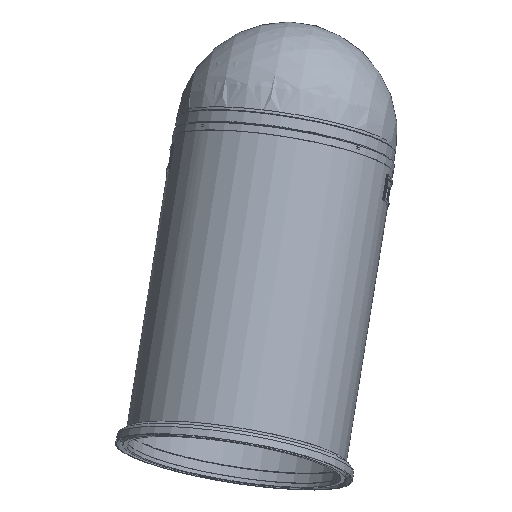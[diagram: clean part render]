
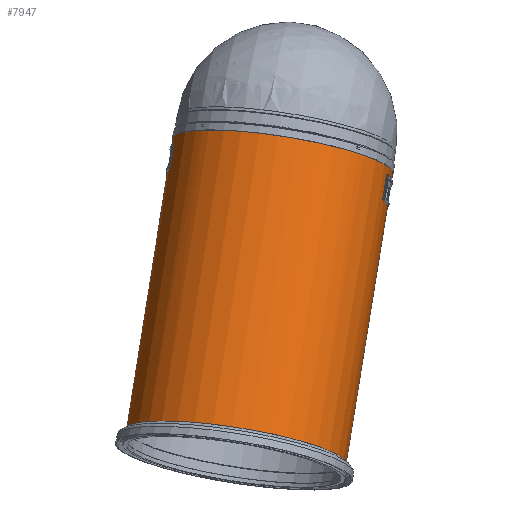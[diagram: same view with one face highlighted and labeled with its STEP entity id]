
A CAD part, front view. The second image highlights one B-rep face of the part: STEP entity #7947.
In plain terms, the highlighted cylindrical face has radius 184.5 mm (diameter 369 mm), a full revolution.
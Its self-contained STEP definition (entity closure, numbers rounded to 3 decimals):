
#523=FACE_BOUND('',#1721,.T.);
#524=FACE_BOUND('',#1722,.T.);
#525=FACE_BOUND('',#1723,.T.);
#526=FACE_BOUND('',#1724,.T.);
#527=FACE_BOUND('',#1725,.T.);
#528=FACE_BOUND('',#1726,.T.);
#562=CYLINDRICAL_SURFACE('',#8545,184.5);
#678=CIRCLE('',#8490,184.5);
#680=CIRCLE('',#8493,184.5);
#682=CIRCLE('',#8496,184.5);
#684=CIRCLE('',#8501,184.5);
#686=CIRCLE('',#8506,184.5);
#688=CIRCLE('',#8509,184.5);
#690=CIRCLE('',#8512,184.5);
#692=CIRCLE('',#8517,184.5);
#694=CIRCLE('',#8522,184.5);
#696=CIRCLE('',#8525,184.5);
#698=CIRCLE('',#8528,184.5);
#700=CIRCLE('',#8533,184.5);
#703=CIRCLE('',#8537,184.5);
#708=CIRCLE('',#8546,184.5);
#1246=FACE_OUTER_BOUND('',#1720,.T.);
#1720=EDGE_LOOP('',(#5328,#5329,#5330,#5331));
#1721=EDGE_LOOP('',(#5332,#5333,#5334,#5335));
#1722=EDGE_LOOP('',(#5336,#5337,#5338,#5339));
#1723=EDGE_LOOP('',(#5340,#5341,#5342,#5343));
#1724=EDGE_LOOP('',(#5344,#5345,#5346,#5347));
#1725=EDGE_LOOP('',(#5348,#5349,#5350,#5351));
#1726=EDGE_LOOP('',(#5352,#5353,#5354,#5355));
#2200=LINE('',#11745,#2644);
#2204=LINE('',#11754,#2648);
#2210=LINE('',#11776,#2654);
#2212=LINE('',#11781,#2656);
#2216=LINE('',#11793,#2660);
#2220=LINE('',#11802,#2664);
#2226=LINE('',#11824,#2670);
#2228=LINE('',#11829,#2672);
#2232=LINE('',#11841,#2676);
#2236=LINE('',#11850,#2680);
#2242=LINE('',#11872,#2686);
#2244=LINE('',#11877,#2688);
#2250=LINE('',#11906,#2694);
#2644=VECTOR('',#9428,10.);
#2648=VECTOR('',#9434,10.);
#2654=VECTOR('',#9460,10.);
#2656=VECTOR('',#9464,10.);
#2660=VECTOR('',#9476,10.);
#2664=VECTOR('',#9482,10.);
#2670=VECTOR('',#9508,10.);
#2672=VECTOR('',#9512,10.);
#2676=VECTOR('',#9524,10.);
#2680=VECTOR('',#9530,10.);
#2686=VECTOR('',#9556,10.);
#2688=VECTOR('',#9560,10.);
#2694=VECTOR('',#9596,184.5);
#3088=VERTEX_POINT('',#11742);
#3089=VERTEX_POINT('',#11744);
#3092=VERTEX_POINT('',#11751);
#3093=VERTEX_POINT('',#11753);
#3095=VERTEX_POINT('',#11759);
#3097=VERTEX_POINT('',#11765);
#3099=VERTEX_POINT('',#11771);
#3101=VERTEX_POINT('',#11780);
#3104=VERTEX_POINT('',#11790);
#3105=VERTEX_POINT('',#11792);
#3108=VERTEX_POINT('',#11799);
#3109=VERTEX_POINT('',#11801);
#3111=VERTEX_POINT('',#11807);
#3113=VERTEX_POINT('',#11813);
#3115=VERTEX_POINT('',#11819);
#3117=VERTEX_POINT('',#11828);
#3120=VERTEX_POINT('',#11838);
#3121=VERTEX_POINT('',#11840);
#3124=VERTEX_POINT('',#11847);
#3125=VERTEX_POINT('',#11849);
#3127=VERTEX_POINT('',#11855);
#3129=VERTEX_POINT('',#11861);
#3131=VERTEX_POINT('',#11867);
#3133=VERTEX_POINT('',#11876);
#3136=VERTEX_POINT('',#11887);
#3141=VERTEX_POINT('',#11905);
#3917=EDGE_CURVE('',#3089,#3088,#2200,.T.);
#3921=EDGE_CURVE('',#3093,#3092,#2204,.T.);
#3924=EDGE_CURVE('',#3095,#3089,#678,.T.);
#3928=EDGE_CURVE('',#3088,#3097,#680,.T.);
#3930=EDGE_CURVE('',#3099,#3093,#682,.T.);
#3933=EDGE_CURVE('',#3097,#3095,#2210,.T.);
#3935=EDGE_CURVE('',#3101,#3099,#2212,.T.);
#3938=EDGE_CURVE('',#3092,#3101,#684,.T.);
#3941=EDGE_CURVE('',#3105,#3104,#2216,.T.);
#3945=EDGE_CURVE('',#3109,#3108,#2220,.T.);
#3948=EDGE_CURVE('',#3111,#3105,#686,.T.);
#3952=EDGE_CURVE('',#3104,#3113,#688,.T.);
#3954=EDGE_CURVE('',#3115,#3109,#690,.T.);
#3957=EDGE_CURVE('',#3113,#3111,#2226,.T.);
#3959=EDGE_CURVE('',#3117,#3115,#2228,.T.);
#3962=EDGE_CURVE('',#3108,#3117,#692,.T.);
#3965=EDGE_CURVE('',#3121,#3120,#2232,.T.);
#3969=EDGE_CURVE('',#3125,#3124,#2236,.T.);
#3972=EDGE_CURVE('',#3127,#3121,#694,.T.);
#3976=EDGE_CURVE('',#3120,#3129,#696,.T.);
#3978=EDGE_CURVE('',#3131,#3125,#698,.T.);
#3981=EDGE_CURVE('',#3129,#3127,#2242,.T.);
#3983=EDGE_CURVE('',#3133,#3131,#2244,.T.);
#3986=EDGE_CURVE('',#3124,#3133,#700,.T.);
#3990=EDGE_CURVE('',#3136,#3136,#703,.T.);
#3998=EDGE_CURVE('',#3136,#3141,#2250,.T.);
#3999=EDGE_CURVE('',#3141,#3141,#708,.T.);
#5328=ORIENTED_EDGE('',*,*,#3990,.T.);
#5329=ORIENTED_EDGE('',*,*,#3998,.T.);
#5330=ORIENTED_EDGE('',*,*,#3999,.F.);
#5331=ORIENTED_EDGE('',*,*,#3998,.F.);
#5332=ORIENTED_EDGE('',*,*,#3935,.T.);
#5333=ORIENTED_EDGE('',*,*,#3930,.T.);
#5334=ORIENTED_EDGE('',*,*,#3921,.T.);
#5335=ORIENTED_EDGE('',*,*,#3938,.T.);
#5336=ORIENTED_EDGE('',*,*,#3933,.T.);
#5337=ORIENTED_EDGE('',*,*,#3924,.T.);
#5338=ORIENTED_EDGE('',*,*,#3917,.T.);
#5339=ORIENTED_EDGE('',*,*,#3928,.T.);
#5340=ORIENTED_EDGE('',*,*,#3959,.T.);
#5341=ORIENTED_EDGE('',*,*,#3954,.T.);
#5342=ORIENTED_EDGE('',*,*,#3945,.T.);
#5343=ORIENTED_EDGE('',*,*,#3962,.T.);
#5344=ORIENTED_EDGE('',*,*,#3957,.T.);
#5345=ORIENTED_EDGE('',*,*,#3948,.T.);
#5346=ORIENTED_EDGE('',*,*,#3941,.T.);
#5347=ORIENTED_EDGE('',*,*,#3952,.T.);
#5348=ORIENTED_EDGE('',*,*,#3983,.T.);
#5349=ORIENTED_EDGE('',*,*,#3978,.T.);
#5350=ORIENTED_EDGE('',*,*,#3969,.T.);
#5351=ORIENTED_EDGE('',*,*,#3986,.T.);
#5352=ORIENTED_EDGE('',*,*,#3981,.T.);
#5353=ORIENTED_EDGE('',*,*,#3972,.T.);
#5354=ORIENTED_EDGE('',*,*,#3965,.T.);
#5355=ORIENTED_EDGE('',*,*,#3976,.T.);
#7947=ADVANCED_FACE('',(#1246,#523,#524,#525,#526,#527,#528),#562,.T.);
#8490=AXIS2_PLACEMENT_3D('',#11760,#9440,#9441);
#8493=AXIS2_PLACEMENT_3D('',#11767,#9448,#9449);
#8496=AXIS2_PLACEMENT_3D('',#11772,#9454,#9455);
#8501=AXIS2_PLACEMENT_3D('',#11785,#9470,#9471);
#8506=AXIS2_PLACEMENT_3D('',#11808,#9488,#9489);
#8509=AXIS2_PLACEMENT_3D('',#11815,#9496,#9497);
#8512=AXIS2_PLACEMENT_3D('',#11820,#9502,#9503);
#8517=AXIS2_PLACEMENT_3D('',#11833,#9518,#9519);
#8522=AXIS2_PLACEMENT_3D('',#11856,#9536,#9537);
#8525=AXIS2_PLACEMENT_3D('',#11863,#9544,#9545);
#8528=AXIS2_PLACEMENT_3D('',#11868,#9550,#9551);
#8533=AXIS2_PLACEMENT_3D('',#11881,#9566,#9567);
#8537=AXIS2_PLACEMENT_3D('',#11889,#9575,#9576);
#8545=AXIS2_PLACEMENT_3D('',#11904,#9594,#9595);
#8546=AXIS2_PLACEMENT_3D('',#11907,#9597,#9598);
#9428=DIRECTION('',(0.,0.,1.));
#9434=DIRECTION('',(0.,0.,-1.));
#9440=DIRECTION('center_axis',(0.,0.,-1.));
#9441=DIRECTION('ref_axis',(-1.,0.,0.));
#9448=DIRECTION('center_axis',(0.,0.,1.));
#9449=DIRECTION('ref_axis',(-1.,0.,0.));
#9454=DIRECTION('center_axis',(0.,0.,1.));
#9455=DIRECTION('ref_axis',(-1.,0.,0.));
#9460=DIRECTION('',(0.,0.,-1.));
#9464=DIRECTION('',(0.,0.,1.));
#9470=DIRECTION('center_axis',(0.,0.,-1.));
#9471=DIRECTION('ref_axis',(-1.,0.,0.));
#9476=DIRECTION('',(0.,0.,-1.));
#9482=DIRECTION('',(0.,0.,1.));
#9488=DIRECTION('center_axis',(0.,0.,1.));
#9489=DIRECTION('ref_axis',(-1.,0.,0.));
#9496=DIRECTION('center_axis',(0.,0.,-1.));
#9497=DIRECTION('ref_axis',(-1.,0.,0.));
#9502=DIRECTION('center_axis',(0.,0.,-1.));
#9503=DIRECTION('ref_axis',(-1.,0.,0.));
#9508=DIRECTION('',(0.,0.,1.));
#9512=DIRECTION('',(0.,0.,-1.));
#9518=DIRECTION('center_axis',(0.,0.,1.));
#9519=DIRECTION('ref_axis',(-1.,0.,0.));
#9524=DIRECTION('',(0.,0.,-1.));
#9530=DIRECTION('',(0.,0.,1.));
#9536=DIRECTION('center_axis',(0.,0.,1.));
#9537=DIRECTION('ref_axis',(-1.,0.,0.));
#9544=DIRECTION('center_axis',(0.,0.,-1.));
#9545=DIRECTION('ref_axis',(-1.,0.,0.));
#9550=DIRECTION('center_axis',(0.,0.,-1.));
#9551=DIRECTION('ref_axis',(-1.,0.,0.));
#9556=DIRECTION('',(0.,0.,1.));
#9560=DIRECTION('',(0.,0.,-1.));
#9566=DIRECTION('center_axis',(0.,0.,1.));
#9567=DIRECTION('ref_axis',(-1.,0.,0.));
#9575=DIRECTION('center_axis',(0.,0.,-1.));
#9576=DIRECTION('ref_axis',(-1.,0.,0.));
#9594=DIRECTION('center_axis',(0.,0.,1.));
#9595=DIRECTION('ref_axis',(-1.,0.,0.));
#9596=DIRECTION('',(0.,0.,-1.));
#9597=DIRECTION('center_axis',(0.,0.,-1.));
#9598=DIRECTION('ref_axis',(-1.,0.,0.));
#11742=CARTESIAN_POINT('',(41.75,179.714,501.));
#11744=CARTESIAN_POINT('',(41.75,179.714,467.));
#11745=CARTESIAN_POINT('',(41.75,179.714,0.));
#11751=CARTESIAN_POINT('',(41.75,-179.714,467.));
#11753=CARTESIAN_POINT('',(41.75,-179.714,501.));
#11754=CARTESIAN_POINT('',(41.75,-179.714,0.));
#11759=CARTESIAN_POINT('',(-41.75,179.714,467.));
#11760=CARTESIAN_POINT('Origin',(0.,0.,467.));
#11765=CARTESIAN_POINT('',(-41.75,179.714,501.));
#11767=CARTESIAN_POINT('Origin',(0.,0.,501.));
#11771=CARTESIAN_POINT('',(-41.75,-179.714,501.));
#11772=CARTESIAN_POINT('Origin',(0.,0.,501.));
#11776=CARTESIAN_POINT('',(-41.75,179.714,0.));
#11780=CARTESIAN_POINT('',(-41.75,-179.714,467.));
#11781=CARTESIAN_POINT('',(-41.75,-179.714,0.));
#11785=CARTESIAN_POINT('Origin',(0.,0.,467.));
#11790=CARTESIAN_POINT('',(128.574,132.322,525.85));
#11792=CARTESIAN_POINT('',(128.574,132.322,529.15));
#11793=CARTESIAN_POINT('',(128.574,132.322,0.));
#11799=CARTESIAN_POINT('',(-132.322,-128.574,529.15));
#11801=CARTESIAN_POINT('',(-132.322,-128.574,525.85));
#11802=CARTESIAN_POINT('',(-132.322,-128.574,0.));
#11807=CARTESIAN_POINT('',(132.322,128.574,529.15));
#11808=CARTESIAN_POINT('Origin',(0.,0.,529.15));
#11813=CARTESIAN_POINT('',(132.322,128.574,525.85));
#11815=CARTESIAN_POINT('Origin',(0.,0.,525.85));
#11819=CARTESIAN_POINT('',(-128.574,-132.322,525.85));
#11820=CARTESIAN_POINT('Origin',(0.,0.,525.85));
#11824=CARTESIAN_POINT('',(132.322,128.574,0.));
#11828=CARTESIAN_POINT('',(-128.574,-132.322,529.15));
#11829=CARTESIAN_POINT('',(-128.574,-132.322,0.));
#11833=CARTESIAN_POINT('Origin',(0.,0.,529.15));
#11838=CARTESIAN_POINT('',(-132.322,128.574,525.85));
#11840=CARTESIAN_POINT('',(-132.322,128.574,529.15));
#11841=CARTESIAN_POINT('',(-132.322,128.574,0.));
#11847=CARTESIAN_POINT('',(128.574,-132.322,529.15));
#11849=CARTESIAN_POINT('',(128.574,-132.322,525.85));
#11850=CARTESIAN_POINT('',(128.574,-132.322,0.));
#11855=CARTESIAN_POINT('',(-128.574,132.322,529.15));
#11856=CARTESIAN_POINT('Origin',(0.,0.,529.15));
#11861=CARTESIAN_POINT('',(-128.574,132.322,525.85));
#11863=CARTESIAN_POINT('Origin',(0.,0.,525.85));
#11867=CARTESIAN_POINT('',(132.322,-128.574,525.85));
#11868=CARTESIAN_POINT('Origin',(0.,0.,525.85));
#11872=CARTESIAN_POINT('',(-128.574,132.322,0.));
#11876=CARTESIAN_POINT('',(132.322,-128.574,529.15));
#11877=CARTESIAN_POINT('',(132.322,-128.574,0.));
#11881=CARTESIAN_POINT('Origin',(0.,0.,529.15));
#11887=CARTESIAN_POINT('',(184.5,0.,532.));
#11889=CARTESIAN_POINT('Origin',(0.,0.,532.));
#11904=CARTESIAN_POINT('Origin',(0.,0.,0.));
#11905=CARTESIAN_POINT('',(184.5,0.,0.));
#11906=CARTESIAN_POINT('',(184.5,0.,0.));
#11907=CARTESIAN_POINT('Origin',(0.,0.,0.));
